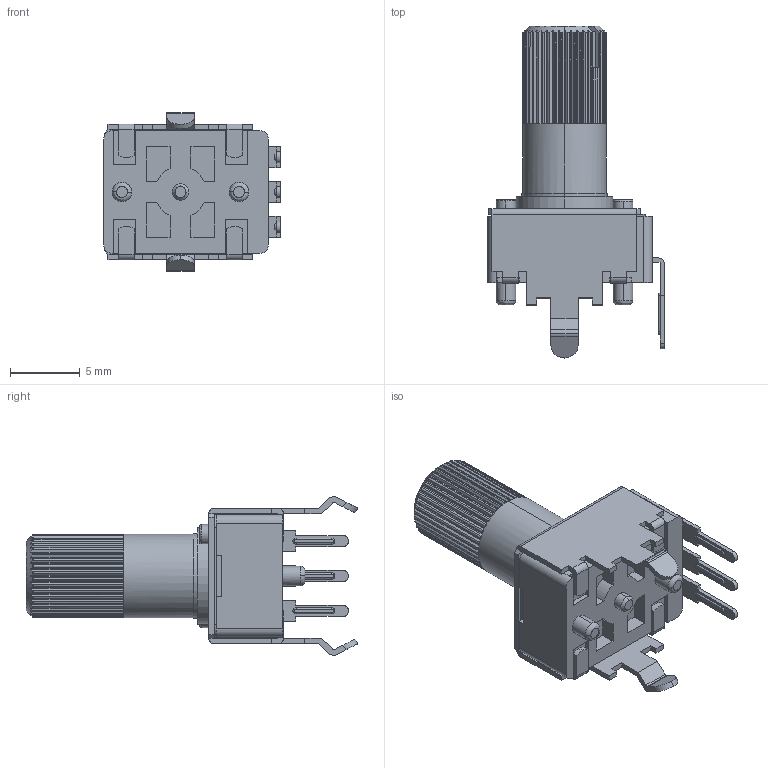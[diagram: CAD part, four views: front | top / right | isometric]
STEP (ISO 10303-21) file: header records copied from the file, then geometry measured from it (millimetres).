
FILE_DESCRIPTION (( 'STEP AP214' ), '1' );
FILE_NAME ('P090S-14T20BR10K.STEP', '2024-10-07T10:03:46', ( '' ), ( '' ), 'SwSTEP 2.0', 'SolidWorks 2024', '' );
FILE_SCHEMA (( 'AUTOMOTIVE_DESIGN' ));
Length unit declared in the file: millimetre
Products named in the file (1): P090S-14T20BR10K
Bounding box: 12.65 x 23.8 x 11.4 mm (x, y, z)
Volume: 951.5 mm3; surface area: 1195.6 mm2
Topology: 1 solids, 1 shells, 529 faces, 1464 edges, 953 vertices
Faces by surface type: plane 319, cylinder 185, bspline 20, cone 5
Entity records: 18149 total; most frequent: CARTESIAN_POINT 5171, ORIENTED_EDGE 2928, DIRECTION 2169, EDGE_CURVE 1464, VERTEX_POINT 953, AXIS2_PLACEMENT_3D 728, VECTOR 713, LINE 713
